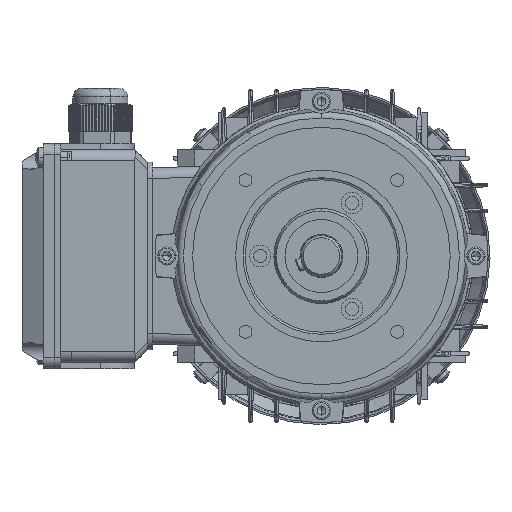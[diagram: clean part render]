
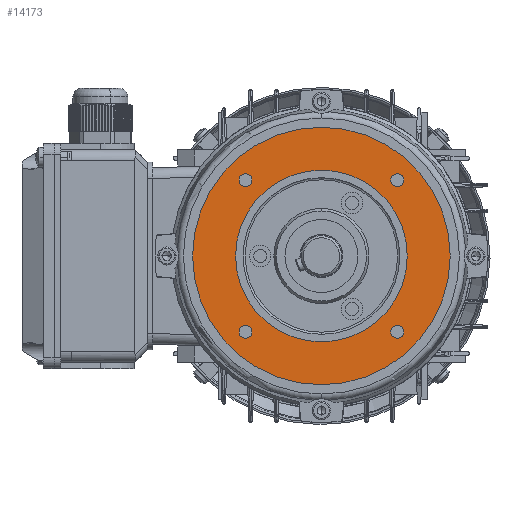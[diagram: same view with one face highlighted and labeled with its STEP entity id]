
A CAD part, left-side view. The second image highlights one B-rep face of the part: STEP entity #14173.
In plain terms, the highlighted planar face has unit normal (-1, 0, 0).
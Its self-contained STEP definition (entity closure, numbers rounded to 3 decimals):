
#1634 = EDGE_CURVE ( 'NONE', #27982, #70851, #56896, .T. ) ;
#2379 = ORIENTED_EDGE ( 'NONE', *, *, #15858, .T. ) ;
#3464 = CARTESIAN_POINT ( 'NONE',  ( 3., 35.355, 32.355 ) ) ;
#5416 = FACE_BOUND ( 'NONE', #20338, .T. ) ;
#6078 = EDGE_CURVE ( 'NONE', #86769, #34443, #32137, .T. ) ;
#6764 = PLANE ( 'NONE',  #39691 ) ;
#7331 = DIRECTION ( 'NONE',  ( 0., 0., 1. ) ) ;
#8949 = DIRECTION ( 'NONE',  ( 1., 0., 0. ) ) ;
#9178 = CIRCLE ( 'NONE', #70363, 3. ) ;
#9297 = CIRCLE ( 'NONE', #25272, 3. ) ;
#10294 = CARTESIAN_POINT ( 'NONE',  ( 3., 35.355, 35.355 ) ) ;
#10651 = ORIENTED_EDGE ( 'NONE', *, *, #108510, .T. ) ;
#10810 = CIRCLE ( 'NONE', #34952, 3. ) ;
#11112 = DIRECTION ( 'NONE',  ( 0., 0., -1. ) ) ;
#13070 = VERTEX_POINT ( 'NONE', #3464 ) ;
#13157 = CARTESIAN_POINT ( 'NONE',  ( 3., 35.355, 35.355 ) ) ;
#13252 = CIRCLE ( 'NONE', #83501, 3. ) ;
#14173 = ADVANCED_FACE ( 'NONE', ( #5416, #33487, #42848, #49055, #55338, #58413 ), #6764, .F. ) ;
#15858 = EDGE_CURVE ( 'NONE', #70851, #27982, #13252, .T. ) ;
#15871 = VERTEX_POINT ( 'NONE', #20077 ) ;
#16133 = CARTESIAN_POINT ( 'NONE',  ( 3., 0., 60. ) ) ;
#16184 = ORIENTED_EDGE ( 'NONE', *, *, #35381, .T. ) ;
#18030 = ORIENTED_EDGE ( 'NONE', *, *, #6078, .F. ) ;
#19708 = DIRECTION ( 'NONE',  ( -1., 0., 0. ) ) ;
#20077 = CARTESIAN_POINT ( 'NONE',  ( 3., -35.355, -38.355 ) ) ;
#20338 = EDGE_LOOP ( 'NONE', ( #113277, #10651 ) ) ;
#21306 = CARTESIAN_POINT ( 'NONE',  ( 3., 35.355, -35.355 ) ) ;
#23462 = EDGE_CURVE ( 'NONE', #15871, #104419, #9178, .T. ) ;
#23485 = DIRECTION ( 'NONE',  ( 1., 0., 0. ) ) ;
#23932 = CARTESIAN_POINT ( 'NONE',  ( 3., 35.355, -35.355 ) ) ;
#25272 = AXIS2_PLACEMENT_3D ( 'NONE', #23932, #120159, #107758 ) ;
#26419 = CIRCLE ( 'NONE', #108585, 60. ) ;
#27427 = EDGE_CURVE ( 'NONE', #13070, #35498, #30473, .T. ) ;
#27881 = ORIENTED_EDGE ( 'NONE', *, *, #44616, .F. ) ;
#27982 = VERTEX_POINT ( 'NONE', #101915 ) ;
#29127 = DIRECTION ( 'NONE',  ( 0., 0., -1. ) ) ;
#30473 = CIRCLE ( 'NONE', #118914, 3. ) ;
#32073 = CARTESIAN_POINT ( 'NONE',  ( 3., 0., 0. ) ) ;
#32137 = CIRCLE ( 'NONE', #81269, 40. ) ;
#33487 = FACE_BOUND ( 'NONE', #69559, .T. ) ;
#34163 = CARTESIAN_POINT ( 'NONE',  ( 3., 0., -60. ) ) ;
#34443 = VERTEX_POINT ( 'NONE', #101620 ) ;
#34952 = AXIS2_PLACEMENT_3D ( 'NONE', #21306, #8949, #117531 ) ;
#35381 = EDGE_CURVE ( 'NONE', #95781, #46115, #26419, .T. ) ;
#35416 = CIRCLE ( 'NONE', #105530, 3. ) ;
#35498 = VERTEX_POINT ( 'NONE', #88878 ) ;
#35771 = CARTESIAN_POINT ( 'NONE',  ( 3., -35.355, -35.355 ) ) ;
#37436 = AXIS2_PLACEMENT_3D ( 'NONE', #108277, #95842, #83431 ) ;
#39691 = AXIS2_PLACEMENT_3D ( 'NONE', #115371, #102930, #90549 ) ;
#41534 = DIRECTION ( 'NONE',  ( 1., 0., 0. ) ) ;
#41757 = DIRECTION ( 'NONE',  ( 0., 0., 1. ) ) ;
#42848 = FACE_BOUND ( 'NONE', #65732, .T. ) ;
#44616 = EDGE_CURVE ( 'NONE', #34443, #86769, #117112, .T. ) ;
#44799 = CARTESIAN_POINT ( 'NONE',  ( 3., -35.355, -32.355 ) ) ;
#44829 = DIRECTION ( 'NONE',  ( 0., 0., -1. ) ) ;
#46115 = VERTEX_POINT ( 'NONE', #34163 ) ;
#47249 = CARTESIAN_POINT ( 'NONE',  ( 3., 0., 0. ) ) ;
#49055 = FACE_BOUND ( 'NONE', #61512, .T. ) ;
#52094 = ORIENTED_EDGE ( 'NONE', *, *, #23462, .T. ) ;
#54142 = DIRECTION ( 'NONE',  ( -1., 0., 0. ) ) ;
#55338 = FACE_BOUND ( 'NONE', #81145, .T. ) ;
#56896 = CIRCLE ( 'NONE', #70720, 3. ) ;
#57190 = DIRECTION ( 'NONE',  ( 1., 0., 0. ) ) ;
#57586 = DIRECTION ( 'NONE',  ( 0., 0., -1. ) ) ;
#58353 = ORIENTED_EDGE ( 'NONE', *, *, #91085, .T. ) ;
#58413 = FACE_OUTER_BOUND ( 'NONE', #100280, .T. ) ;
#61512 = EDGE_LOOP ( 'NONE', ( #103113, #61641 ) ) ;
#61641 = ORIENTED_EDGE ( 'NONE', *, *, #80233, .T. ) ;
#65491 = ORIENTED_EDGE ( 'NONE', *, *, #103561, .T. ) ;
#65732 = EDGE_LOOP ( 'NONE', ( #52094, #58353 ) ) ;
#68241 = CARTESIAN_POINT ( 'NONE',  ( 3., 0., -40. ) ) ;
#68738 = VERTEX_POINT ( 'NONE', #98187 ) ;
#69246 = DIRECTION ( 'NONE',  ( 0., 0., -1. ) ) ;
#69559 = EDGE_LOOP ( 'NONE', ( #2379, #116029 ) ) ;
#69568 = CARTESIAN_POINT ( 'NONE',  ( 3., -35.355, 35.355 ) ) ;
#69974 = DIRECTION ( 'NONE',  ( 1., 0., 0. ) ) ;
#70363 = AXIS2_PLACEMENT_3D ( 'NONE', #115930, #41534, #29127 ) ;
#70720 = AXIS2_PLACEMENT_3D ( 'NONE', #73003, #23485, #11112 ) ;
#70851 = VERTEX_POINT ( 'NONE', #92259 ) ;
#72097 = DIRECTION ( 'NONE',  ( 0., 0., -1. ) ) ;
#73003 = CARTESIAN_POINT ( 'NONE',  ( 3., -35.355, 35.355 ) ) ;
#78901 = CARTESIAN_POINT ( 'NONE',  ( 3., 0., 0. ) ) ;
#80233 = EDGE_CURVE ( 'NONE', #68738, #82807, #9297, .T. ) ;
#81145 = EDGE_LOOP ( 'NONE', ( #27881, #18030 ) ) ;
#81269 = AXIS2_PLACEMENT_3D ( 'NONE', #78901, #54142, #41757 ) ;
#81658 = DIRECTION ( 'NONE',  ( 1., 0., 0. ) ) ;
#82440 = EDGE_CURVE ( 'NONE', #82807, #68738, #10810, .T. ) ;
#82807 = VERTEX_POINT ( 'NONE', #104978 ) ;
#83431 = DIRECTION ( 'NONE',  ( 0., 0., 1. ) ) ;
#83501 = AXIS2_PLACEMENT_3D ( 'NONE', #69568, #57190, #44829 ) ;
#84482 = DIRECTION ( 'NONE',  ( 1., 0., 0. ) ) ;
#86769 = VERTEX_POINT ( 'NONE', #68241 ) ;
#88878 = CARTESIAN_POINT ( 'NONE',  ( 3., 35.355, 38.355 ) ) ;
#90549 = DIRECTION ( 'NONE',  ( 0., 0., -1. ) ) ;
#91085 = EDGE_CURVE ( 'NONE', #104419, #15871, #35416, .T. ) ;
#92259 = CARTESIAN_POINT ( 'NONE',  ( 3., -35.355, 32.355 ) ) ;
#92974 = CIRCLE ( 'NONE', #116750, 3. ) ;
#95781 = VERTEX_POINT ( 'NONE', #16133 ) ;
#95842 = DIRECTION ( 'NONE',  ( -1., 0., 0. ) ) ;
#98187 = CARTESIAN_POINT ( 'NONE',  ( 3., 35.355, -32.355 ) ) ;
#99162 = CIRCLE ( 'NONE', #105308, 60. ) ;
#100280 = EDGE_LOOP ( 'NONE', ( #16184, #65491 ) ) ;
#101620 = CARTESIAN_POINT ( 'NONE',  ( 3., 0., 40. ) ) ;
#101915 = CARTESIAN_POINT ( 'NONE',  ( 3., -35.355, 38.355 ) ) ;
#102930 = DIRECTION ( 'NONE',  ( 1., 0., 0. ) ) ;
#103113 = ORIENTED_EDGE ( 'NONE', *, *, #82440, .T. ) ;
#103561 = EDGE_CURVE ( 'NONE', #46115, #95781, #99162, .T. ) ;
#104419 = VERTEX_POINT ( 'NONE', #44799 ) ;
#104978 = CARTESIAN_POINT ( 'NONE',  ( 3., 35.355, -38.355 ) ) ;
#105308 = AXIS2_PLACEMENT_3D ( 'NONE', #47249, #118697, #106292 ) ;
#105530 = AXIS2_PLACEMENT_3D ( 'NONE', #35771, #69974, #57586 ) ;
#106292 = DIRECTION ( 'NONE',  ( 0., 0., 1. ) ) ;
#107758 = DIRECTION ( 'NONE',  ( 0., 0., -1. ) ) ;
#108277 = CARTESIAN_POINT ( 'NONE',  ( 3., 0., 0. ) ) ;
#108510 = EDGE_CURVE ( 'NONE', #35498, #13070, #92974, .T. ) ;
#108585 = AXIS2_PLACEMENT_3D ( 'NONE', #32073, #19708, #7331 ) ;
#113277 = ORIENTED_EDGE ( 'NONE', *, *, #27427, .T. ) ;
#115371 = CARTESIAN_POINT ( 'NONE',  ( 3., 40., 0. ) ) ;
#115930 = CARTESIAN_POINT ( 'NONE',  ( 3., -35.355, -35.355 ) ) ;
#116029 = ORIENTED_EDGE ( 'NONE', *, *, #1634, .T. ) ;
#116750 = AXIS2_PLACEMENT_3D ( 'NONE', #13157, #84482, #72097 ) ;
#117112 = CIRCLE ( 'NONE', #37436, 40. ) ;
#117531 = DIRECTION ( 'NONE',  ( 0., 0., -1. ) ) ;
#118697 = DIRECTION ( 'NONE',  ( -1., 0., 0. ) ) ;
#118914 = AXIS2_PLACEMENT_3D ( 'NONE', #10294, #81658, #69246 ) ;
#120159 = DIRECTION ( 'NONE',  ( 1., 0., 0. ) ) ;
